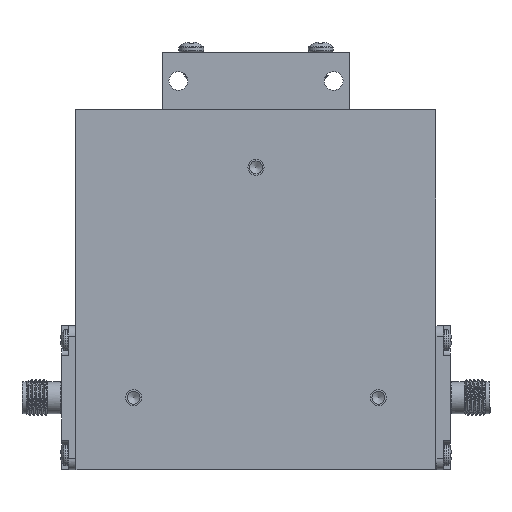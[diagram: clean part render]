
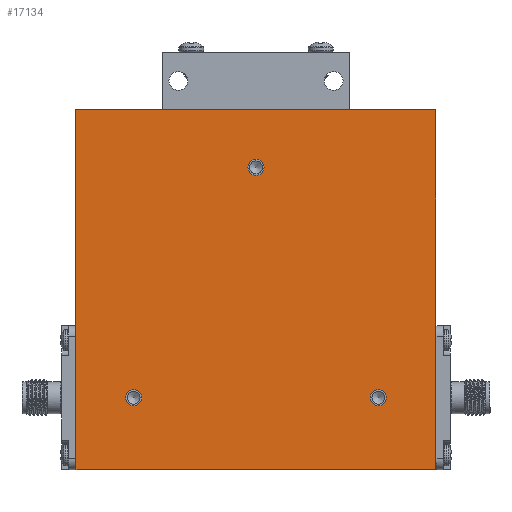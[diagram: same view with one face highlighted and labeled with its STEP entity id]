
A CAD part, front view. The second image highlights one B-rep face of the part: STEP entity #17134.
In plain terms, the highlighted planar face has unit normal (0, -1, 0).
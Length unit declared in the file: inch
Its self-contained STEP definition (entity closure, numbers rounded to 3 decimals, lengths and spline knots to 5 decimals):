
#550 = DIRECTION ( 'NONE',  ( 0., 0., -1. ) ) ;
#710 = VERTEX_POINT ( 'NONE', #16308 ) ;
#771 = CARTESIAN_POINT ( 'NONE',  ( -1.25, -0.51, 1.25 ) ) ;
#792 = FACE_OUTER_BOUND ( 'NONE', #36104, .T. ) ;
#2056 = VERTEX_POINT ( 'NONE', #40928 ) ;
#2160 = AXIS2_PLACEMENT_3D ( 'NONE', #42729, #18653, #8813 ) ;
#2643 = ORIENTED_EDGE ( 'NONE', *, *, #6608, .F. ) ;
#2765 = EDGE_LOOP ( 'NONE', ( #40331 ) ) ;
#3187 = ORIENTED_EDGE ( 'NONE', *, *, #36796, .F. ) ;
#3620 = DIRECTION ( 'NONE',  ( 0., -1., 0. ) ) ;
#4675 = CARTESIAN_POINT ( 'NONE',  ( 1.25, -0.51, 1.25 ) ) ;
#5064 = CIRCLE ( 'NONE', #10072, 0.056 ) ;
#6207 = DIRECTION ( 'NONE',  ( 0., -1., 0. ) ) ;
#6419 = EDGE_LOOP ( 'NONE', ( #41020 ) ) ;
#6608 = EDGE_CURVE ( 'NONE', #14209, #9589, #29976, .T. ) ;
#7007 = CARTESIAN_POINT ( 'NONE',  ( 0.85, -0.51, -0.75 ) ) ;
#7798 = FACE_BOUND ( 'NONE', #27009, .T. ) ;
#7958 = EDGE_CURVE ( 'NONE', #2056, #2056, #43777, .T. ) ;
#8813 = DIRECTION ( 'NONE',  ( 0., 0., -1. ) ) ;
#8841 = CARTESIAN_POINT ( 'NONE',  ( -1.25, -0.51, 1.25 ) ) ;
#9589 = VERTEX_POINT ( 'NONE', #771 ) ;
#9810 = DIRECTION ( 'NONE',  ( 0., 0., -1. ) ) ;
#10072 = AXIS2_PLACEMENT_3D ( 'NONE', #7007, #3620, #10612 ) ;
#10612 = DIRECTION ( 'NONE',  ( 0., 0., -1. ) ) ;
#11720 = DIRECTION ( 'NONE',  ( -1., 0., 0. ) ) ;
#14209 = VERTEX_POINT ( 'NONE', #14247 ) ;
#14247 = CARTESIAN_POINT ( 'NONE',  ( -1.25, -0.51, -1.25 ) ) ;
#14534 = EDGE_CURVE ( 'NONE', #710, #14209, #18811, .T. ) ;
#14827 = EDGE_CURVE ( 'NONE', #26816, #26816, #39222, .T. ) ;
#15234 = AXIS2_PLACEMENT_3D ( 'NONE', #21660, #32399, #550 ) ;
#16308 = CARTESIAN_POINT ( 'NONE',  ( 1.25, -0.51, -1.25 ) ) ;
#16830 = VERTEX_POINT ( 'NONE', #41367 ) ;
#17134 = ADVANCED_FACE ( 'NONE', ( #792, #17826, #31712, #7798 ), #25099, .T. ) ;
#17594 = VECTOR ( 'NONE', #39592, 39.37008 ) ;
#17826 = FACE_BOUND ( 'NONE', #2765, .T. ) ;
#18653 = DIRECTION ( 'NONE',  ( 0., -1., 0. ) ) ;
#18811 = LINE ( 'NONE', #39513, #21016 ) ;
#19221 = ORIENTED_EDGE ( 'NONE', *, *, #14534, .F. ) ;
#19249 = ORIENTED_EDGE ( 'NONE', *, *, #14827, .F. ) ;
#19256 = VECTOR ( 'NONE', #35836, 39.37008 ) ;
#19511 = DIRECTION ( 'NONE',  ( 0., 0., 1. ) ) ;
#21016 = VECTOR ( 'NONE', #11720, 39.37008 ) ;
#21660 = CARTESIAN_POINT ( 'NONE',  ( 0., -0.51, 0. ) ) ;
#23750 = CARTESIAN_POINT ( 'NONE',  ( 1.25, -0.51, 1.25 ) ) ;
#24051 = EDGE_CURVE ( 'NONE', #16830, #16830, #5064, .T. ) ;
#25099 = PLANE ( 'NONE',  #15234 ) ;
#25150 = LINE ( 'NONE', #4675, #19256 ) ;
#25723 = LINE ( 'NONE', #8841, #17594 ) ;
#26816 = VERTEX_POINT ( 'NONE', #43426 ) ;
#27009 = EDGE_LOOP ( 'NONE', ( #19249 ) ) ;
#27686 = EDGE_CURVE ( 'NONE', #9589, #35554, #25723, .T. ) ;
#28042 = ORIENTED_EDGE ( 'NONE', *, *, #27686, .F. ) ;
#29976 = LINE ( 'NONE', #40639, #30672 ) ;
#30672 = VECTOR ( 'NONE', #19511, 39.37008 ) ;
#31712 = FACE_BOUND ( 'NONE', #6419, .T. ) ;
#32399 = DIRECTION ( 'NONE',  ( 0., -1., 0. ) ) ;
#33323 = CARTESIAN_POINT ( 'NONE',  ( -0.85, -0.51, -0.75 ) ) ;
#35554 = VERTEX_POINT ( 'NONE', #23750 ) ;
#35836 = DIRECTION ( 'NONE',  ( 0., 0., -1. ) ) ;
#36104 = EDGE_LOOP ( 'NONE', ( #3187, #28042, #2643, #19221 ) ) ;
#36543 = AXIS2_PLACEMENT_3D ( 'NONE', #33323, #6207, #9810 ) ;
#36796 = EDGE_CURVE ( 'NONE', #35554, #710, #25150, .T. ) ;
#39222 = CIRCLE ( 'NONE', #2160, 0.056 ) ;
#39513 = CARTESIAN_POINT ( 'NONE',  ( -1.25, -0.51, -1.25 ) ) ;
#39592 = DIRECTION ( 'NONE',  ( 1., 0., 0. ) ) ;
#40331 = ORIENTED_EDGE ( 'NONE', *, *, #7958, .F. ) ;
#40639 = CARTESIAN_POINT ( 'NONE',  ( -1.25, -0.51, 1.25 ) ) ;
#40928 = CARTESIAN_POINT ( 'NONE',  ( -0.85, -0.51, -0.806 ) ) ;
#41020 = ORIENTED_EDGE ( 'NONE', *, *, #24051, .F. ) ;
#41367 = CARTESIAN_POINT ( 'NONE',  ( 0.85, -0.51, -0.806 ) ) ;
#42729 = CARTESIAN_POINT ( 'NONE',  ( 0., -0.51, 0.85 ) ) ;
#43426 = CARTESIAN_POINT ( 'NONE',  ( 0., -0.51, 0.794 ) ) ;
#43777 = CIRCLE ( 'NONE', #36543, 0.056 ) ;
